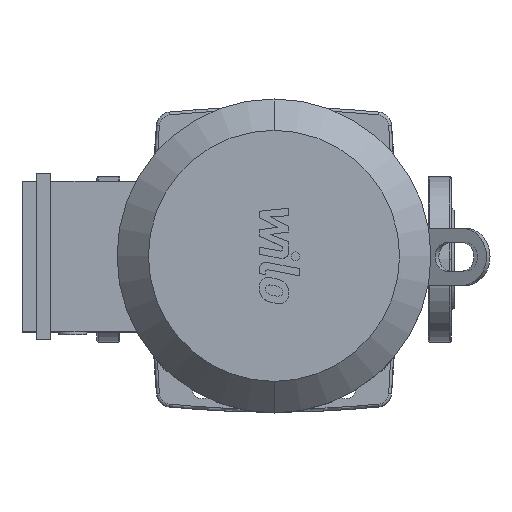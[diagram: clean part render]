
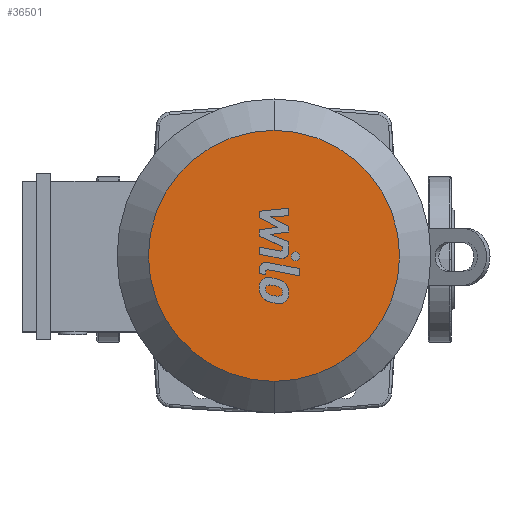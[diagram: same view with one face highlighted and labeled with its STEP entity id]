
A CAD part, top view. The second image highlights one B-rep face of the part: STEP entity #36501.
In plain terms, the highlighted planar face has unit normal (0, 0, 1).
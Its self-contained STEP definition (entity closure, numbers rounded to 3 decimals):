
#29299=CARTESIAN_POINT('',(0.,87.2,1465.0));
#29300=VERTEX_POINT('',#29299);
#29308=CARTESIAN_POINT('',(0.,-87.2,1465.0));
#29309=VERTEX_POINT('',#29308);
#29316=CARTESIAN_POINT('',(0.,0.,1465.0));
#29317=DIRECTION('',(0.0,0.0,-1.0));
#29318=DIRECTION('',(0.0,1.0,0.0));
#29319=AXIS2_PLACEMENT_3D('',#29316,#29317,#29318);
#29320=CIRCLE('',#29319,87.2);
#29321=EDGE_CURVE('',#29309,#29300,#29320,.T.);
#36486=CARTESIAN_POINT('',(0.,43.6,1465.0));
#36487=DIRECTION('',(0.0,0.0,1.0));
#36488=DIRECTION('',(1.0,0.0,0.0));
#36489=AXIS2_PLACEMENT_3D('',#36486,#36487,#36488);
#36490=PLANE('',#36489);
#36491=CARTESIAN_POINT('',(0.,0.,1465.0));
#36492=DIRECTION('',(0.0,0.0,-1.0));
#36493=DIRECTION('',(0.0,1.0,0.0));
#36494=AXIS2_PLACEMENT_3D('',#36491,#36492,#36493);
#36495=CIRCLE('',#36494,87.2);
#36496=EDGE_CURVE('',#29300,#29309,#36495,.T.);
#36497=ORIENTED_EDGE('',*,*,#36496,.F.);
#36498=ORIENTED_EDGE('',*,*,#29321,.F.);
#36499=EDGE_LOOP('',(#36497,#36498));
#36500=FACE_OUTER_BOUND('',#36499,.T.);
#36501=ADVANCED_FACE('',(#36500),#36490,.T.);
